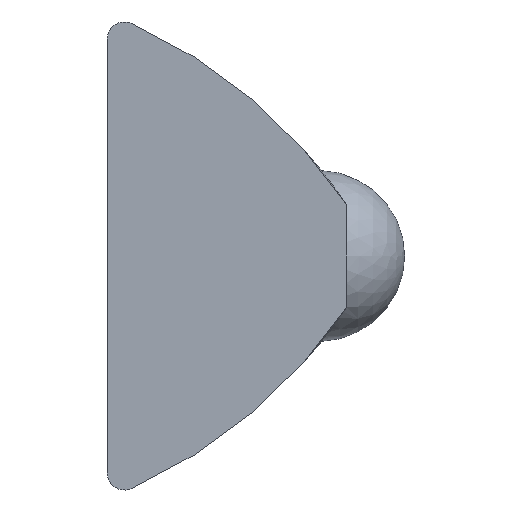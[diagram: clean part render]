
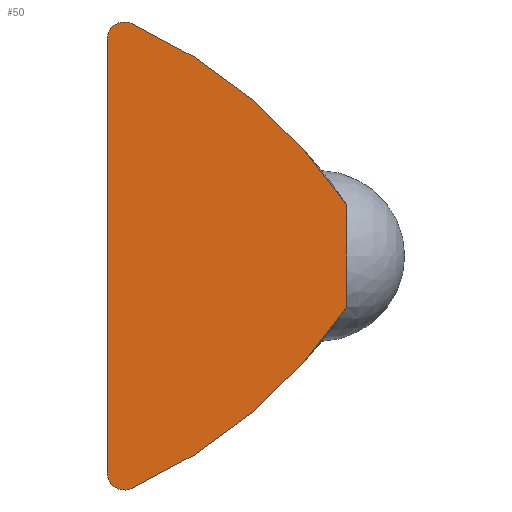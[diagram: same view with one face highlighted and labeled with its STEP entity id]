
A CAD part, left-side view. The second image highlights one B-rep face of the part: STEP entity #50.
In plain terms, the highlighted planar face has unit normal (-1, 0, 0).
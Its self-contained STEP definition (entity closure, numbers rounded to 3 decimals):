
#50 = ADVANCED_FACE( '', ( #102 ), #103, .F. );
#102 = FACE_OUTER_BOUND( '', #156, .T. );
#103 = PLANE( '', #157 );
#156 = EDGE_LOOP( '', ( #244, #245, #246, #247, #248, #249 ) );
#157 = AXIS2_PLACEMENT_3D( '', #250, #251, #252 );
#244 = ORIENTED_EDGE( '', *, *, #322, .F. );
#245 = ORIENTED_EDGE( '', *, *, #308, .F. );
#246 = ORIENTED_EDGE( '', *, *, #317, .F. );
#247 = ORIENTED_EDGE( '', *, *, #340, .F. );
#248 = ORIENTED_EDGE( '', *, *, #330, .F. );
#249 = ORIENTED_EDGE( '', *, *, #341, .F. );
#250 = CARTESIAN_POINT( '', ( 0., 6.5, 6.35 ) );
#251 = DIRECTION( '', ( 1., 0., 0. ) );
#252 = DIRECTION( '', ( 0., 0., -1. ) );
#308 = EDGE_CURVE( '', #356, #357, #358, .T. );
#317 = EDGE_CURVE( '', #372, #356, #374, .T. );
#322 = EDGE_CURVE( '', #357, #381, #382, .T. );
#330 = EDGE_CURVE( '', #394, #396, #397, .T. );
#340 = EDGE_CURVE( '', #396, #372, #409, .T. );
#341 = EDGE_CURVE( '', #381, #394, #410, .T. );
#356 = VERTEX_POINT( '', #426 );
#357 = VERTEX_POINT( '', #427 );
#358 = CIRCLE( '', #428, 0.5 );
#372 = VERTEX_POINT( '', #473 );
#374 = CIRCLE( '', #476, 15. );
#381 = VERTEX_POINT( '', #484 );
#382 = LINE( '', #485, #486 );
#394 = VERTEX_POINT( '', #512 );
#396 = VERTEX_POINT( '', #515 );
#397 = CIRCLE( '', #516, 15. );
#409 = LINE( '', #548, #549 );
#410 = CIRCLE( '', #550, 0.5 );
#426 = CARTESIAN_POINT( '', ( 0., 6.3, -6.808 ) );
#427 = CARTESIAN_POINT( '', ( 0., 7., -6.35 ) );
#428 = AXIS2_PLACEMENT_3D( '', #565, #566, #567 );
#473 = CARTESIAN_POINT( '', ( 0., 0., -1.5 ) );
#476 = AXIS2_PLACEMENT_3D( '', #575, #576, #577 );
#484 = CARTESIAN_POINT( '', ( 0., 7., 6.35 ) );
#485 = CARTESIAN_POINT( '', ( 0., 7., -6.35 ) );
#486 = VECTOR( '', #585, 1000. );
#512 = CARTESIAN_POINT( '', ( 0., 6.3, 6.808 ) );
#515 = CARTESIAN_POINT( '', ( 0., 0., 1.5 ) );
#516 = AXIS2_PLACEMENT_3D( '', #593, #594, #595 );
#548 = CARTESIAN_POINT( '', ( 0., 0., 1.5 ) );
#549 = VECTOR( '', #605, 1000. );
#550 = AXIS2_PLACEMENT_3D( '', #606, #607, #608 );
#565 = CARTESIAN_POINT( '', ( 0., 6.5, -6.35 ) );
#566 = DIRECTION( '', ( 1., 0., 0. ) );
#567 = DIRECTION( '', ( 0., 0., -1. ) );
#575 = CARTESIAN_POINT( '', ( 0., 12.444, 6.876 ) );
#576 = DIRECTION( '', ( 1., 0., 0. ) );
#577 = DIRECTION( '', ( 0., 0., -1. ) );
#585 = DIRECTION( '', ( 0., 0., 1. ) );
#593 = CARTESIAN_POINT( '', ( 0., 12.444, -6.876 ) );
#594 = DIRECTION( '', ( 1., 0., 0. ) );
#595 = DIRECTION( '', ( 0., 0., -1. ) );
#605 = DIRECTION( '', ( 0., 0., -1. ) );
#606 = CARTESIAN_POINT( '', ( 0., 6.5, 6.35 ) );
#607 = DIRECTION( '', ( 1., 0., 0. ) );
#608 = DIRECTION( '', ( 0., 0., -1. ) );
